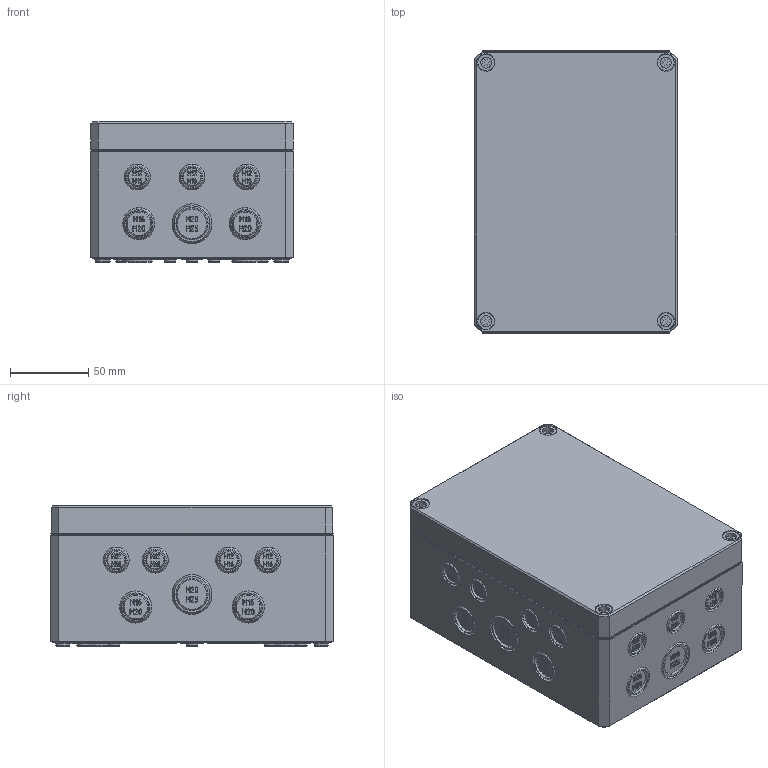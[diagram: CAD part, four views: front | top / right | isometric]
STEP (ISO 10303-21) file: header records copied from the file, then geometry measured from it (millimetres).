
FILE_DESCRIPTION(/* description */ (''),/* implementation_level */ '2;1');
FILE_NAME(/* name */ '0906108390 MBI-PC BK 181309 M.stp',/* time_stamp */ '2023-11-03T09:58:10+01:00',/* author */ ('alexander.rose'),/* organization */ (''),/* preprocessor_version */ 'ST-DEVELOPER v18.1',/* originating_system */ 'Autodesk Inventor 2022',/* authorisation */ '');
FILE_SCHEMA (('AUTOMOTIVE_DESIGN { 1 0 10303 214 3 1 1 }'));
Products named in the file (5): 0906108390 MBI-PC BK 181309 M; 0906108392-UT BK_181372 - M - Index03; 0995108391-OT BK_181318; Schraube _ M10 x 34 _ MBI - Index01 - BK; Dichtung_1813xx
Assembly tree (7 placements, depth 2):
  0906108390 MBI-PC BK 181309 M
    0906108392-UT BK_181372 - M - Index03
    0995108391-OT BK_181318
    Schraube _ M10 x 34 _ MBI - Index01 - BK  x4
    Dichtung_1813xx
Bounding box: 130 x 180.5 x 89.7 mm (x, y, z)
Volume: 334486.6 mm3; surface area: 233796.7 mm2
Topology: 7 solids, 7 shells, 5069 faces, 13097 edges, 8426 vertices
Faces by surface type: bspline 2053, plane 1974, cylinder 376, torus 342, cone 308, sphere 16
Full cylindrical faces by diameter (mm): 4.5 x4, 5 x4, 5.8 x8, 7 x4, 8.376 x4, 10 x2, 10.5 x4, 13.965 x2
Entity records: 158269 total; most frequent: CARTESIAN_POINT 51444, ORIENTED_EDGE 25294, DIRECTION 16060, EDGE_CURVE 12647, VERTEX_POINT 8144, LINE 6750, VECTOR 6750, EDGE_LOOP 5329
